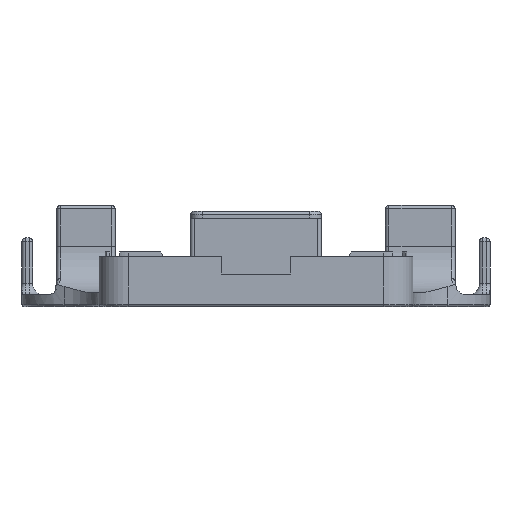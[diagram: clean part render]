
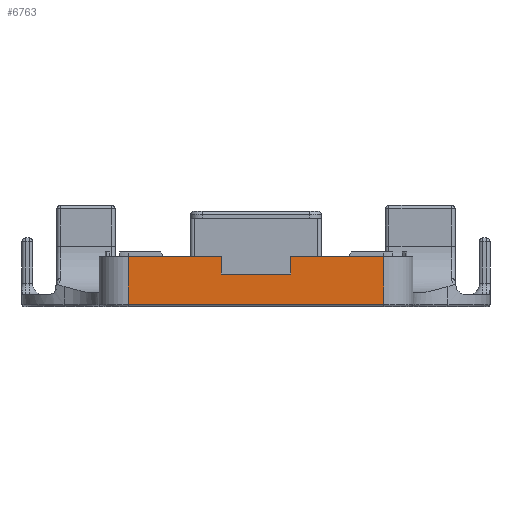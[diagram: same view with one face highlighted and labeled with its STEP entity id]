
A CAD part, left-side view. The second image highlights one B-rep face of the part: STEP entity #6763.
In plain terms, the highlighted planar face has unit normal (-1, 0, 0).
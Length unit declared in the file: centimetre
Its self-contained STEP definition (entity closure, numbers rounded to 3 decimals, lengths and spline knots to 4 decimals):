
#401=LINE($,#10715,#989);
#408=LINE($,#10762,#996);
#437=LINE($,#10937,#1025);
#445=LINE($,#10954,#1033);
#446=LINE($,#10956,#1034);
#447=LINE($,#10958,#1035);
#448=LINE($,#10960,#1036);
#449=LINE($,#10961,#1037);
#989=VECTOR($,#8425,0.82);
#996=VECTOR($,#8468,0.82);
#1025=VECTOR($,#8633,4.4);
#1033=VECTOR($,#8645,1.6);
#1034=VECTOR($,#8646,0.3);
#1035=VECTOR($,#8647,1.2);
#1036=VECTOR($,#8648,0.3);
#1037=VECTOR($,#8649,1.6);
#1463=PLANE($,#7362);
#1779=FACE_OUTER_BOUND($,#2201,.T.);
#2201=EDGE_LOOP($,(#5212,#5213,#5214,#5215,#5216,#5217,#5218,#5219));
#3113=VERTEX_POINT($,#10603);
#3132=VERTEX_POINT($,#10713);
#3133=VERTEX_POINT($,#10717);
#3144=VERTEX_POINT($,#10761);
#3183=VERTEX_POINT($,#10953);
#3184=VERTEX_POINT($,#10955);
#3185=VERTEX_POINT($,#10957);
#3186=VERTEX_POINT($,#10959);
#3839=EDGE_CURVE($,#3132,#3113,#401,.T.);
#3858=EDGE_CURVE($,#3133,#3144,#408,.T.);
#3926=EDGE_CURVE($,#3113,#3133,#437,.T.);
#3934=EDGE_CURVE($,#3183,#3132,#445,.T.);
#3935=EDGE_CURVE($,#3183,#3184,#446,.F.);
#3936=EDGE_CURVE($,#3184,#3185,#447,.T.);
#3937=EDGE_CURVE($,#3185,#3186,#448,.F.);
#3938=EDGE_CURVE($,#3144,#3186,#449,.T.);
#5212=ORIENTED_EDGE($,*,*,#3926,.F.);
#5213=ORIENTED_EDGE($,*,*,#3839,.F.);
#5214=ORIENTED_EDGE($,*,*,#3934,.F.);
#5215=ORIENTED_EDGE($,*,*,#3935,.T.);
#5216=ORIENTED_EDGE($,*,*,#3936,.T.);
#5217=ORIENTED_EDGE($,*,*,#3937,.T.);
#5218=ORIENTED_EDGE($,*,*,#3938,.F.);
#5219=ORIENTED_EDGE($,*,*,#3858,.F.);
#6763=ADVANCED_FACE($,(#1779),#1463,.F.);
#7362=AXIS2_PLACEMENT_3D($,#10952,#8643,#8644);
#8425=DIRECTION($,(0.,0.,-1.));
#8468=DIRECTION($,(0.,0.,1.));
#8633=DIRECTION($,(0.,1.,0.));
#8643=DIRECTION('center_axis',(1.,0.,0.));
#8644=DIRECTION('ref_axis',(0.,0.,1.));
#8645=DIRECTION($,(0.,-1.,0.));
#8646=DIRECTION($,(0.,0.,1.));
#8647=DIRECTION($,(0.,1.,0.));
#8648=DIRECTION($,(0.,0.,-1.));
#8649=DIRECTION($,(0.,-1.,0.));
#10603=CARTESIAN_POINT('',(-11.175,7.8,0.04));
#10713=CARTESIAN_POINT('',(-11.175,7.8,0.86));
#10715=CARTESIAN_POINT($,(-11.175,7.8,0.1));
#10717=CARTESIAN_POINT('',(-11.175,12.2,0.04));
#10761=CARTESIAN_POINT('',(-11.175,12.2,0.86));
#10762=CARTESIAN_POINT($,(-11.175,12.2,0.1));
#10937=CARTESIAN_POINT($,(-11.175,7.7575,0.04));
#10952=CARTESIAN_POINT('Origin',(-11.175,10.,0.1));
#10953=CARTESIAN_POINT('',(-11.175,9.4,0.86));
#10954=CARTESIAN_POINT($,(-11.175,10.,0.86));
#10955=CARTESIAN_POINT('',(-11.175,9.4,0.56));
#10956=CARTESIAN_POINT($,(-11.175,9.4,0.48));
#10957=CARTESIAN_POINT('',(-11.175,10.6,0.56));
#10958=CARTESIAN_POINT($,(-11.175,10.,0.56));
#10959=CARTESIAN_POINT('',(-11.175,10.6,0.86));
#10960=CARTESIAN_POINT($,(-11.175,10.6,0.48));
#10961=CARTESIAN_POINT($,(-11.175,10.,0.86));
